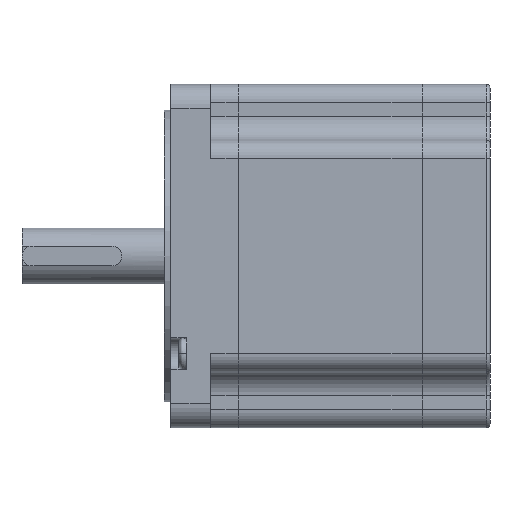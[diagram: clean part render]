
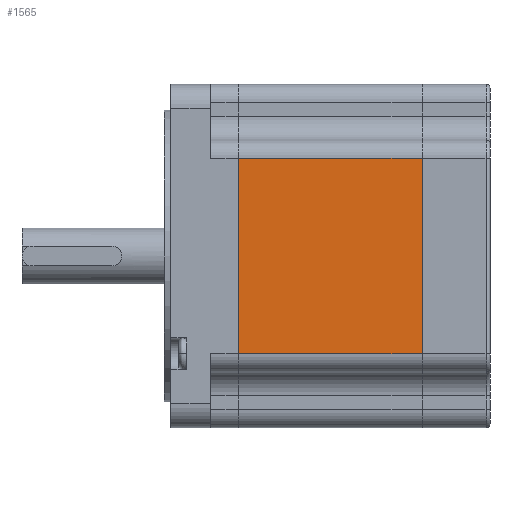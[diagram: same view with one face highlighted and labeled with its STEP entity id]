
A CAD part, left-side view. The second image highlights one B-rep face of the part: STEP entity #1565.
In plain terms, the highlighted planar face has unit normal (-1, 0, 0).
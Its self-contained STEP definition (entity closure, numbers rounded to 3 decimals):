
#84 = ORIENTED_EDGE ( 'NONE', *, *, #2568, .T. ) ;
#282 = CARTESIAN_POINT ( 'NONE',  ( 0., 0., -18.5 ) ) ;
#695 = CARTESIAN_POINT ( 'NONE',  ( 0., 46., -18.5 ) ) ;
#786 = VERTEX_POINT ( 'NONE', #7618 ) ;
#832 = CARTESIAN_POINT ( 'NONE',  ( 0., 46., -18.5 ) ) ;
#908 = VECTOR ( 'NONE', #2546, 1000. ) ;
#955 = EDGE_CURVE ( 'NONE', #4977, #2895, #2301, .T. ) ;
#1457 = CARTESIAN_POINT ( 'NONE',  ( 0., 46., -18.5 ) ) ;
#1523 = VECTOR ( 'NONE', #3219, 1000. ) ;
#1550 = PLANE ( 'NONE',  #6261 ) ;
#1565 = ADVANCED_FACE ( 'NONE', ( #2480 ), #1550, .F. ) ;
#1700 = ORIENTED_EDGE ( 'NONE', *, *, #955, .F. ) ;
#1867 = DIRECTION ( 'NONE',  ( 0., 0., 1. ) ) ;
#2175 = VECTOR ( 'NONE', #1867, 1000. ) ;
#2278 = LINE ( 'NONE', #4244, #5191 ) ;
#2301 = LINE ( 'NONE', #3733, #908 ) ;
#2480 = FACE_OUTER_BOUND ( 'NONE', #5148, .T. ) ;
#2546 = DIRECTION ( 'NONE',  ( 0., 0., 1. ) ) ;
#2568 = EDGE_CURVE ( 'NONE', #4977, #786, #2278, .T. ) ;
#2719 = DIRECTION ( 'NONE',  ( 1., 0., 0. ) ) ;
#2856 = EDGE_CURVE ( 'NONE', #786, #3222, #5278, .T. ) ;
#2895 = VERTEX_POINT ( 'NONE', #695 ) ;
#3096 = LINE ( 'NONE', #832, #1523 ) ;
#3205 = EDGE_CURVE ( 'NONE', #2895, #3222, #3096, .T. ) ;
#3219 = DIRECTION ( 'NONE',  ( 0., -1., 0. ) ) ;
#3222 = VERTEX_POINT ( 'NONE', #282 ) ;
#3679 = DIRECTION ( 'NONE',  ( 0., -1., 0. ) ) ;
#3733 = CARTESIAN_POINT ( 'NONE',  ( 0., 46., -18.5 ) ) ;
#3831 = DIRECTION ( 'NONE',  ( 0., 0., -1. ) ) ;
#4244 = CARTESIAN_POINT ( 'NONE',  ( 0., 46., -67.5 ) ) ;
#4925 = CARTESIAN_POINT ( 'NONE',  ( 0., 46., -67.5 ) ) ;
#4977 = VERTEX_POINT ( 'NONE', #4925 ) ;
#5148 = EDGE_LOOP ( 'NONE', ( #5638, #6572, #1700, #84 ) ) ;
#5191 = VECTOR ( 'NONE', #3679, 1000. ) ;
#5278 = LINE ( 'NONE', #6551, #2175 ) ;
#5638 = ORIENTED_EDGE ( 'NONE', *, *, #2856, .T. ) ;
#6261 = AXIS2_PLACEMENT_3D ( 'NONE', #1457, #2719, #3831 ) ;
#6551 = CARTESIAN_POINT ( 'NONE',  ( 0., 0., -18.5 ) ) ;
#6572 = ORIENTED_EDGE ( 'NONE', *, *, #3205, .F. ) ;
#7618 = CARTESIAN_POINT ( 'NONE',  ( 0., 0., -67.5 ) ) ;
